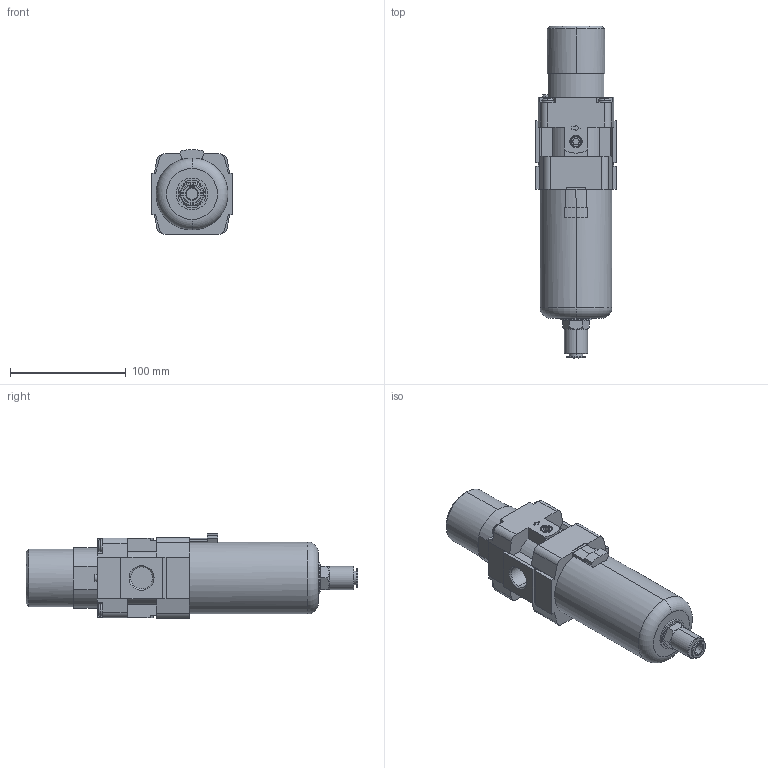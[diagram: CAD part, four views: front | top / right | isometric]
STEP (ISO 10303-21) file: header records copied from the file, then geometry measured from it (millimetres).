
FILE_DESCRIPTION (( 'STEP AP214' ), '1' );
FILE_NAME ('AW40-F04D-A.step.step', '2013-09-20T15:11:12', ( 'Windows User' ), ( '' ), 'SwSTEP 2.0', 'SolidWorks 2013', '' );
FILE_SCHEMA (( 'AUTOMOTIVE_DESIGN' ));
Length unit declared in the file: millimetre
Products named in the file (5): AW40-F04D-A.step_AF Bowl (New)_40C; AW40-F04D-A.step_AFD Drain_30FC; AW40-F04D-A.step_Port Plug_.125 NPT; AW40-F04D-A.step; AW40-F04D-A.step_AFD Body_40
Assembly tree (5 placements, depth 2):
  AW40-F04D-A.step
    AW40-F04D-A.step_AFD Body_40
    AW40-F04D-A.step_AF Bowl (New)_40C
    AW40-F04D-A.step_AFD Drain_30FC
    AW40-F04D-A.step_Port Plug_.125 NPT  x2
Bounding box: 70 x 287.1 x 73.4 mm (x, y, z)
Volume: 775158.9 mm3; surface area: 78644.6 mm2
Topology: 5 solids, 5 shells, 307 faces, 767 edges, 496 vertices
Faces by surface type: plane 170, cylinder 60, cone 36, bspline 33, torus 8
Entity records: 12294 total; most frequent: CARTESIAN_POINT 5080, ORIENTED_EDGE 1458, DIRECTION 1343, EDGE_CURVE 729, VERTEX_POINT 472, LINE 465, VECTOR 465, AXIS2_PLACEMENT_3D 439
